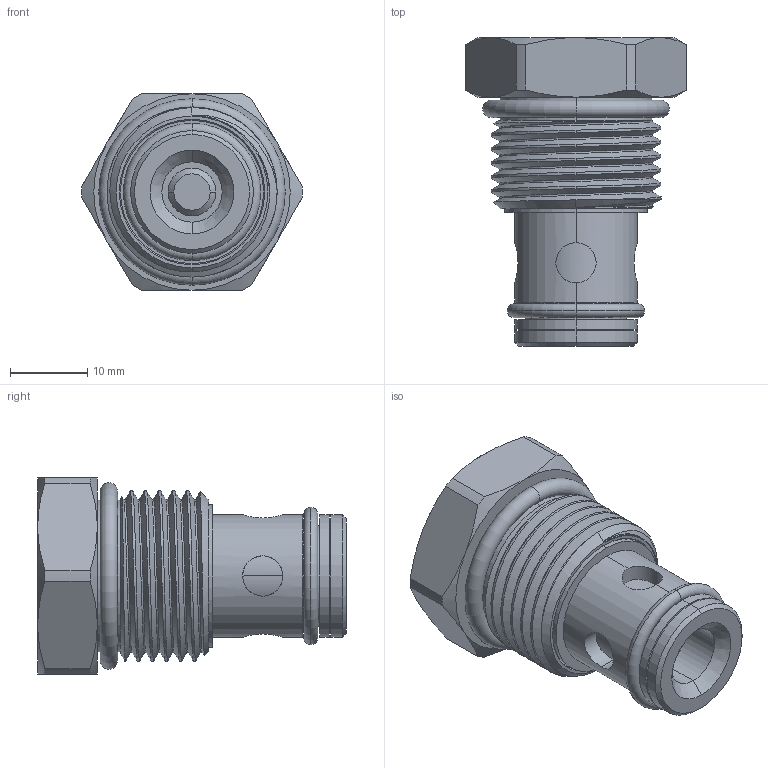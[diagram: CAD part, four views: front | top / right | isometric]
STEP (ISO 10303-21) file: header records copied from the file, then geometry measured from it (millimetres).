
FILE_DESCRIPTION (( 'STEP AP203' ), '1' );
FILE_NAME ('CV10W2003N.STEP', '2020-03-02T08:42:48', ( '' ), ( '' ), 'SwSTEP 2.0', 'SolidWorks 2018', '' );
FILE_SCHEMA (( 'CONFIG_CONTROL_DESIGN' ));
Length unit declared in the file: millimetre
Products named in the file (1): CV10W2003N
Bounding box: 28.57 x 39.9 x 25.4 mm (x, y, z)
Volume: 12368.7 mm3; surface area: 5424.2 mm2
Topology: 3 solids, 3 shells, 103 faces, 240 edges, 151 vertices
Faces by surface type: cylinder 49, cone 26, plane 19, torus 6, bspline 3
Entity records: 4607 total; most frequent: CARTESIAN_POINT 2294, ORIENTED_EDGE 480, DIRECTION 451, EDGE_CURVE 240, AXIS2_PLACEMENT_3D 192, VERTEX_POINT 151, EDGE_LOOP 115, ADVANCED_FACE 103
